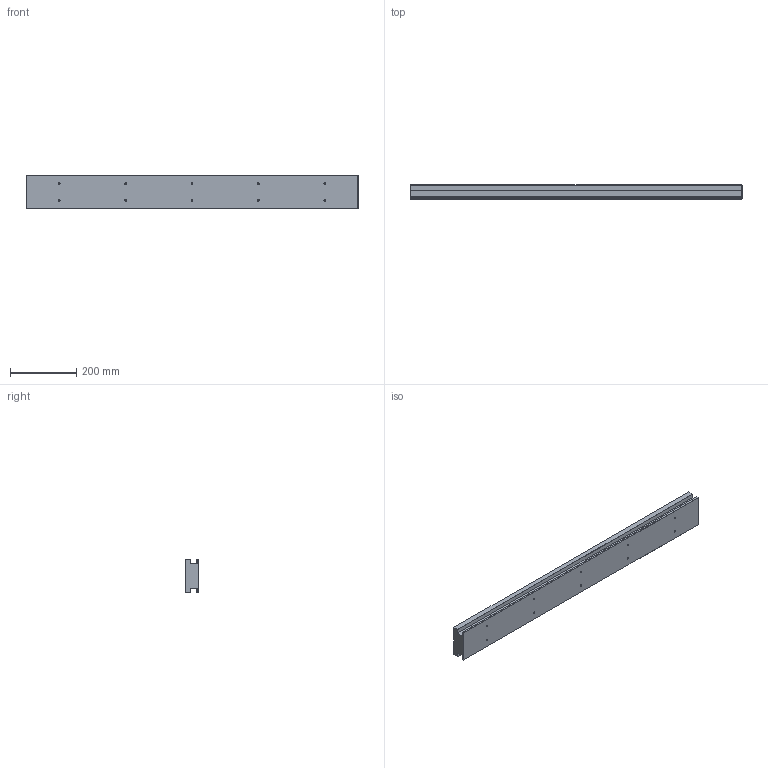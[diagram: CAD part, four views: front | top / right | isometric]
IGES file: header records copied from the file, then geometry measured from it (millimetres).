
Start section: SolidWorks IGES file using analytic representation for surfaces
Global section: file name: oavfb100l1000.IGS; native system: SolidWorks 2021; preprocessor: SolidWorks 2021; author: 16097; date: 230803.133928; units: millimetre
Bounding box: 1000 x 42 x 100 mm (x, y, z)
Surface area: 344578.4 mm2 (no closed solid volume)
Topology: 0 solids, 0 shells, 99 faces, 728 edges, 708 vertices
Faces by surface type: bspline 59, revolution 40
